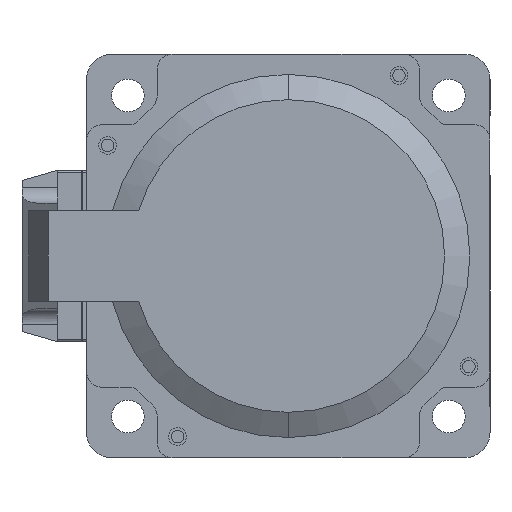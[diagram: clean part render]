
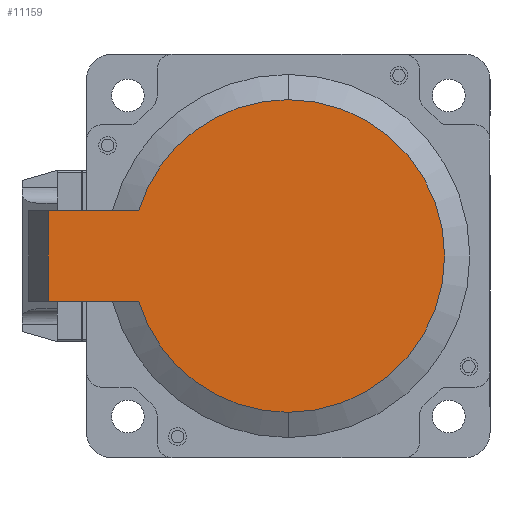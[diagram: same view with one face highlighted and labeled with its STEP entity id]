
A CAD part, left-side view. The second image highlights one B-rep face of the part: STEP entity #11159.
In plain terms, the highlighted planar face has unit normal (-1, 0, 0).
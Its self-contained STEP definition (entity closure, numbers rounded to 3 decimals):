
#996 = DIRECTION ( 'NONE',  ( -1., 0., 0. ) ) ;
#1539 = DIRECTION ( 'NONE',  ( 0., 0., -1. ) ) ;
#1832 = CARTESIAN_POINT ( 'NONE',  ( 1104.005, -306.205, -31. ) ) ;
#5947 = LINE ( 'NONE', #26896, #19992 ) ;
#6648 = CARTESIAN_POINT ( 'NONE',  ( 1104.005, -306.205, 0. ) ) ;
#7292 = EDGE_CURVE ( 'NONE', #55451, #23102, #64785, .T. ) ;
#10727 = VECTOR ( 'NONE', #63693, 1000. ) ;
#11159 = ADVANCED_FACE ( 'NONE', ( #32211 ), #34019, .T. ) ;
#12577 = DIRECTION ( 'NONE',  ( -1., 0., 0. ) ) ;
#13986 = ORIENTED_EDGE ( 'NONE', *, *, #39284, .T. ) ;
#15427 = CARTESIAN_POINT ( 'NONE',  ( 1104.005, -276.54, -9. ) ) ;
#19992 = VECTOR ( 'NONE', #39801, 1000. ) ;
#21325 = CARTESIAN_POINT ( 'NONE',  ( 1104.005, -276.54, 9. ) ) ;
#22136 = ORIENTED_EDGE ( 'NONE', *, *, #82711, .T. ) ;
#22388 = VERTEX_POINT ( 'NONE', #56322 ) ;
#23102 = VERTEX_POINT ( 'NONE', #56185 ) ;
#23237 = DIRECTION ( 'NONE',  ( 0., 1., 0. ) ) ;
#24568 = DIRECTION ( 'NONE',  ( 0., 0., -1. ) ) ;
#24831 = DIRECTION ( 'NONE',  ( 0., 0., -1. ) ) ;
#25125 = CARTESIAN_POINT ( 'NONE',  ( 1104.005, -306.205, 0. ) ) ;
#25650 = ORIENTED_EDGE ( 'NONE', *, *, #71695, .T. ) ;
#26870 = ORIENTED_EDGE ( 'NONE', *, *, #7292, .T. ) ;
#26896 = CARTESIAN_POINT ( 'NONE',  ( 1104.005, -258.657, -9. ) ) ;
#28597 = AXIS2_PLACEMENT_3D ( 'NONE', #6648, #996, #70988 ) ;
#29102 = CARTESIAN_POINT ( 'NONE',  ( 1104.005, -258.657, -9. ) ) ;
#29287 = CIRCLE ( 'NONE', #28597, 31. ) ;
#29769 = CIRCLE ( 'NONE', #73494, 31. ) ;
#31087 = AXIS2_PLACEMENT_3D ( 'NONE', #1832, #52745, #1539 ) ;
#32211 = FACE_OUTER_BOUND ( 'NONE', #67823, .T. ) ;
#33217 = AXIS2_PLACEMENT_3D ( 'NONE', #25125, #12577, #24568 ) ;
#34019 = PLANE ( 'NONE',  #31087 ) ;
#38301 = CARTESIAN_POINT ( 'NONE',  ( 1104.005, -306.205, 0. ) ) ;
#38701 = CARTESIAN_POINT ( 'NONE',  ( 1104.005, -258.657, -9. ) ) ;
#39284 = EDGE_CURVE ( 'NONE', #22388, #55451, #80183, .T. ) ;
#39801 = DIRECTION ( 'NONE',  ( 0., 0., 1. ) ) ;
#49785 = VERTEX_POINT ( 'NONE', #63356 ) ;
#52745 = DIRECTION ( 'NONE',  ( -1., 0., 0. ) ) ;
#54412 = VECTOR ( 'NONE', #23237, 1000. ) ;
#55451 = VERTEX_POINT ( 'NONE', #21325 ) ;
#56185 = CARTESIAN_POINT ( 'NONE',  ( 1104.005, -258.657, 9. ) ) ;
#56322 = CARTESIAN_POINT ( 'NONE',  ( 1104.005, -306.205, 31. ) ) ;
#63356 = CARTESIAN_POINT ( 'NONE',  ( 1104.005, -306.205, -31. ) ) ;
#63693 = DIRECTION ( 'NONE',  ( 0., 1., 0. ) ) ;
#64039 = VERTEX_POINT ( 'NONE', #38701 ) ;
#64312 = VERTEX_POINT ( 'NONE', #15427 ) ;
#64785 = LINE ( 'NONE', #76312, #10727 ) ;
#66505 = LINE ( 'NONE', #29102, #54412 ) ;
#67823 = EDGE_LOOP ( 'NONE', ( #78532, #22136, #25650, #13986, #26870, #75119 ) ) ;
#70988 = DIRECTION ( 'NONE',  ( 0., 0., -1. ) ) ;
#71695 = EDGE_CURVE ( 'NONE', #49785, #22388, #29769, .T. ) ;
#73494 = AXIS2_PLACEMENT_3D ( 'NONE', #38301, #82017, #24831 ) ;
#75119 = ORIENTED_EDGE ( 'NONE', *, *, #78977, .F. ) ;
#76312 = CARTESIAN_POINT ( 'NONE',  ( 1104.005, -258.657, 9. ) ) ;
#78532 = ORIENTED_EDGE ( 'NONE', *, *, #81858, .F. ) ;
#78977 = EDGE_CURVE ( 'NONE', #64039, #23102, #5947, .T. ) ;
#80183 = CIRCLE ( 'NONE', #33217, 31. ) ;
#81858 = EDGE_CURVE ( 'NONE', #64312, #64039, #66505, .T. ) ;
#82017 = DIRECTION ( 'NONE',  ( -1., 0., 0. ) ) ;
#82711 = EDGE_CURVE ( 'NONE', #64312, #49785, #29287, .T. ) ;
